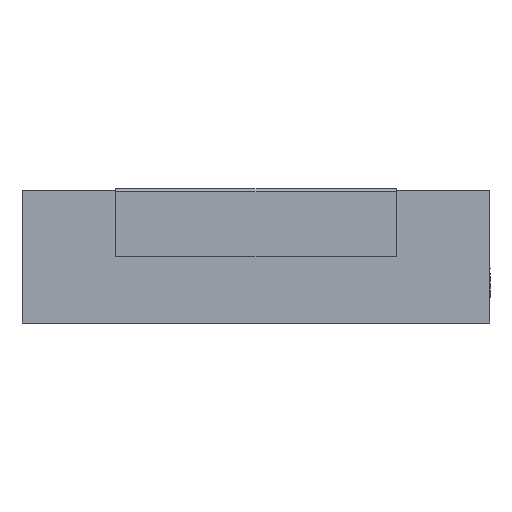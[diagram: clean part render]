
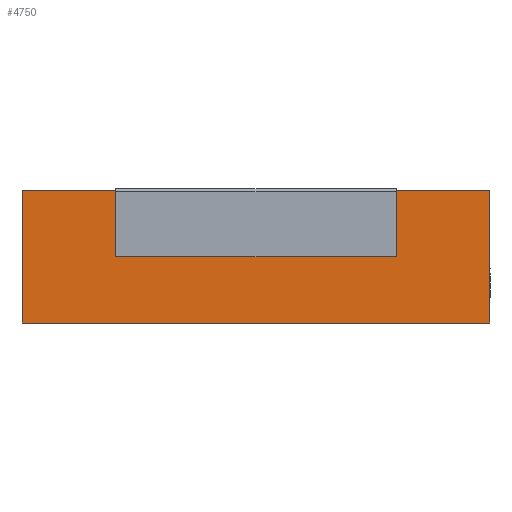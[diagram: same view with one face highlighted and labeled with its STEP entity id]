
A CAD part, top view. The second image highlights one B-rep face of the part: STEP entity #4750.
In plain terms, the highlighted free-form (B-spline) face has degree [1, 1] with [2, 2] control points.
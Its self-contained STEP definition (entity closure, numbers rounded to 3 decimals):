
#3210 = CARTESIAN_POINT ('', (68.75, 12.2, 21.6));
#3220 = VERTEX_POINT ('', #3210);
#3230 = CARTESIAN_POINT ('', (68.75, 24.3, 21.6));
#3240 = VERTEX_POINT ('', #3230);
#3250 = CARTESIAN_POINT ('', (68.75, 12.2, 21.6));
#3260 = CARTESIAN_POINT ('', (68.75, 24.3, 21.6));
#3270 = B_SPLINE_CURVE_WITH_KNOTS ('', 1, (#3250, #3260), .UNSPECIFIED., .F., .U., (2, 2), (0., 1.), .UNSPECIFIED.);
#3280 = EDGE_CURVE ('', #3220, #3240, #3270, .T.);
#3710 = CARTESIAN_POINT ('', (86., 24.3, 21.6));
#3720 = VERTEX_POINT ('', #3710);
#3730 = CARTESIAN_POINT ('', (86., 24.3, 21.6));
#3740 = CARTESIAN_POINT ('', (68.75, 24.3, 21.6));
#3750 = B_SPLINE_CURVE_WITH_KNOTS ('', 1, (#3730, #3740), .UNSPECIFIED., .F., .U., (2, 2), (0., 1.), .UNSPECIFIED.);
#3760 = EDGE_CURVE ('', #3720, #3240, #3750, .T.);
#4260 = CARTESIAN_POINT ('', (86., 0., 21.6));
#4270 = VERTEX_POINT ('', #4260);
#4280 = CARTESIAN_POINT ('', (86., 24.3, 21.6));
#4290 = CARTESIAN_POINT ('', (86., 0., 21.6));
#4300 = B_SPLINE_CURVE_WITH_KNOTS ('', 1, (#4280, #4290), .UNSPECIFIED., .F., .U., (2, 2), (0., 1.), .UNSPECIFIED.);
#4310 = EDGE_CURVE ('', #3720, #4270, #4300, .T.);
#4320 = ORIENTED_EDGE ('', *, *, #4310, .F.);
#4330 = ORIENTED_EDGE ('', *, *, #3760, .T.);
#4340 = ORIENTED_EDGE ('', *, *, #3280, .F.);
#4350 = CARTESIAN_POINT ('', (17.25, 12.2, 21.6));
#4360 = VERTEX_POINT ('', #4350);
#4370 = CARTESIAN_POINT ('', (68.75, 12.2, 21.6));
#4380 = CARTESIAN_POINT ('', (17.25, 12.2, 21.6));
#4390 = B_SPLINE_CURVE_WITH_KNOTS ('', 1, (#4370, #4380), .UNSPECIFIED., .F., .U., (2, 2), (0., 1.), .UNSPECIFIED.);
#4400 = EDGE_CURVE ('', #3220, #4360, #4390, .T.);
#4410 = ORIENTED_EDGE ('', *, *, #4400, .T.);
#4420 = CARTESIAN_POINT ('', (17.25, 24.3, 21.6));
#4430 = VERTEX_POINT ('', #4420);
#4440 = CARTESIAN_POINT ('', (17.25, 12.2, 21.6));
#4450 = CARTESIAN_POINT ('', (17.25, 24.3, 21.6));
#4460 = B_SPLINE_CURVE_WITH_KNOTS ('', 1, (#4440, #4450), .UNSPECIFIED., .F., .U., (2, 2), (0., 1.), .UNSPECIFIED.);
#4470 = EDGE_CURVE ('', #4360, #4430, #4460, .T.);
#4480 = ORIENTED_EDGE ('', *, *, #4470, .T.);
#4490 = CARTESIAN_POINT ('', (0., 24.3, 21.6));
#4500 = VERTEX_POINT ('', #4490);
#4510 = CARTESIAN_POINT ('', (17.25, 24.3, 21.6));
#4520 = CARTESIAN_POINT ('', (0., 24.3, 21.6));
#4530 = B_SPLINE_CURVE_WITH_KNOTS ('', 1, (#4510, #4520), .UNSPECIFIED., .F., .U., (2, 2), (0., 1.), .UNSPECIFIED.);
#4540 = EDGE_CURVE ('', #4430, #4500, #4530, .T.);
#4550 = ORIENTED_EDGE ('', *, *, #4540, .T.);
#4560 = CARTESIAN_POINT ('', (0., 0., 21.6));
#4570 = VERTEX_POINT ('', #4560);
#4580 = CARTESIAN_POINT ('', (0., 24.3, 21.6));
#4590 = CARTESIAN_POINT ('', (0., 0., 21.6));
#4600 = B_SPLINE_CURVE_WITH_KNOTS ('', 1, (#4580, #4590), .UNSPECIFIED., .F., .U., (2, 2), (0., 1.), .UNSPECIFIED.);
#4610 = EDGE_CURVE ('', #4500, #4570, #4600, .T.);
#4620 = ORIENTED_EDGE ('', *, *, #4610, .T.);
#4630 = CARTESIAN_POINT ('', (86., 0., 21.6));
#4640 = CARTESIAN_POINT ('', (0., 0., 21.6));
#4650 = B_SPLINE_CURVE_WITH_KNOTS ('', 1, (#4630, #4640), .UNSPECIFIED., .F., .U., (2, 2), (0., 1.), .UNSPECIFIED.);
#4660 = EDGE_CURVE ('', #4270, #4570, #4650, .T.);
#4670 = ORIENTED_EDGE ('', *, *, #4660, .F.);
#4680 = EDGE_LOOP ('', (#4320, #4330, #4340, #4410, #4480, #4550, #4620, #4670));
#4690 = FACE_OUTER_BOUND ('', #4680, .T.);
#4700 = CARTESIAN_POINT ('', (0., 0., 21.6));
#4710 = CARTESIAN_POINT ('', (0., 24.3, 21.6));
#4720 = CARTESIAN_POINT ('', (86., 0., 21.6));
#4730 = CARTESIAN_POINT ('', (86., 24.3, 21.6));
#4740 = B_SPLINE_SURFACE_WITH_KNOTS ('', 1, 1, ((#4700, #4710), (#4720, #4730)), .UNSPECIFIED., .F., .F., .U., (2, 2), (2, 2), (0., 1.), (0., 1.), .UNSPECIFIED.);
#4750 = ADVANCED_FACE ('', (#4690), #4740, .T.);
